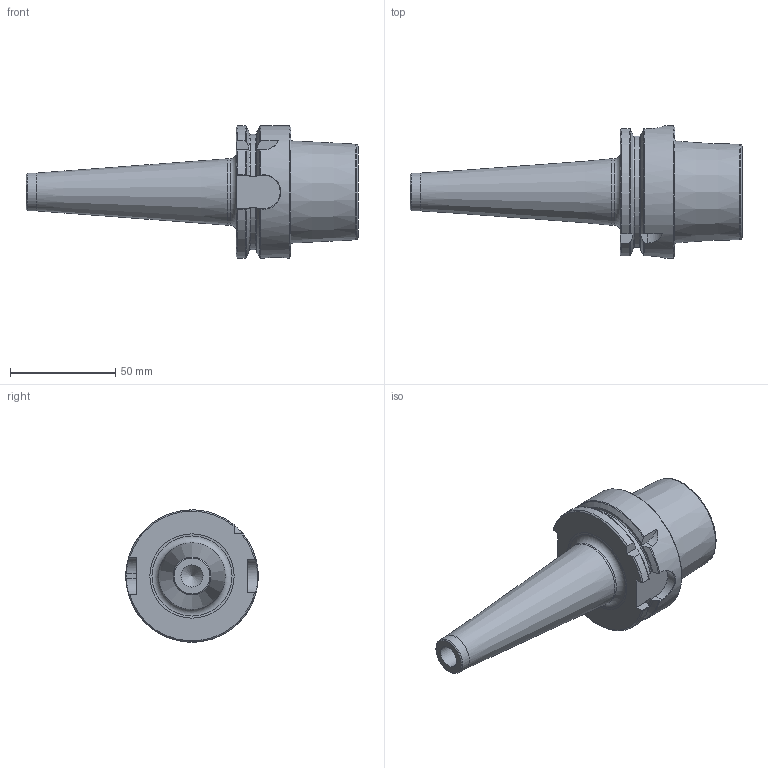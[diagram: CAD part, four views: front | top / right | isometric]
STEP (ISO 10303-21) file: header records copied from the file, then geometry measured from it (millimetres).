
FILE_DESCRIPTION(/* description */ (''),/* implementation_level */ '2;1');
FILE_NAME(/* name */ 'AHSKA63-MM-10-126.stp',/* time_stamp */ '2024-12-16T16:13:30+03:00',/* author */ (''),/* organization */ (''),/* preprocessor_version */ 'ST-DEVELOPER v19.4',/* originating_system */ 'SIEMENS PLM Software NX2306.3001',/* authorisation */ '');
FILE_SCHEMA (('AUTOMOTIVE_DESIGN { 1 0 10303 214 3 1 1 1 }'));
Length unit declared in the file: millimetre
Products named in the file (1): AHSKA63-MM-10-126-light_objects
Bounding box: 158 x 63 x 63 mm (x, y, z)
Volume: 178770.7 mm3; surface area: 24152.1 mm2
Topology: 1 solids, 1 shells, 82 faces, 218 edges, 140 vertices
Faces by surface type: plane 32, cone 19, cylinder 14, torus 14, bspline 3
Full cylindrical faces by diameter (mm): 10 x1, 10.5 x1, 18 x1, 31.6 x1, 63 x1
Entity records: 2901 total; most frequent: CARTESIAN_POINT 1041, ORIENTED_EDGE 384, DIRECTION 340, EDGE_CURVE 192, AXIS2_PLACEMENT_3D 139, VERTEX_POINT 135, EDGE_LOOP 103, ADVANCED_FACE 82
